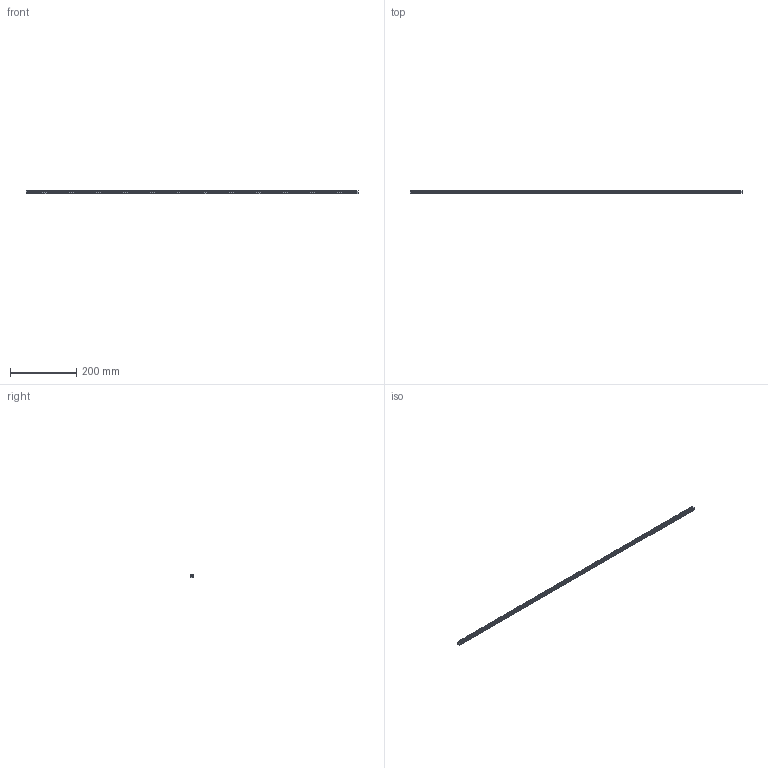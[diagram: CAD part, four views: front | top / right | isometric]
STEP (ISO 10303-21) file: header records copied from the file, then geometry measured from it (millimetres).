
FILE_DESCRIPTION (( 'STEP AP203' ), '1' );
FILE_NAME ('6,5x9 - 1m - 159 Delikli Pano Topraklama Klemensi.STEP', '2018-11-30T08:20:55', ( '' ), ( '' ), 'SwSTEP 2.0', 'SolidWorks 2011', '' );
FILE_SCHEMA (( 'CONFIG_CONTROL_DESIGN' ));
Length unit declared in the file: millimetre
Products named in the file (1): 6,5x9 - 1m - 159 Delikli Pano Topraklama Klemensi
Bounding box: 998.7 x 6.5 x 11.57 mm (x, y, z)
Volume: 61656.4 mm3; surface area: 41538.8 mm2
Topology: 1 solids, 1 shells, 3345 faces, 8598 edges, 5732 vertices
Faces by surface type: plane 2391, cylinder 954
Entity records: 101993 total; most frequent: CARTESIAN_POINT 19584, DIRECTION 17198, ORIENTED_EDGE 17196, EDGE_CURVE 8598, AXIS2_PLACEMENT_3D 5890, VERTEX_POINT 5732, VECTOR 5418, LINE 5418
